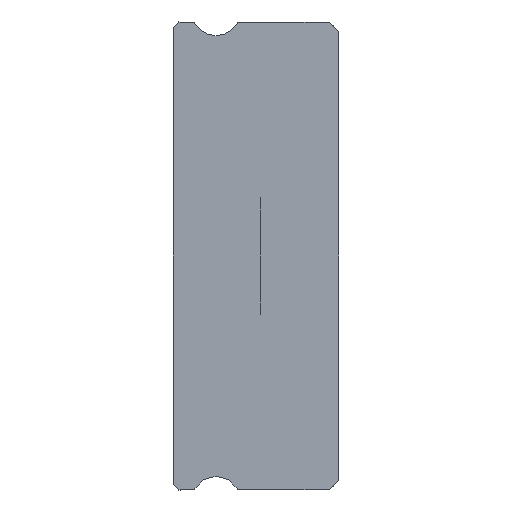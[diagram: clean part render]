
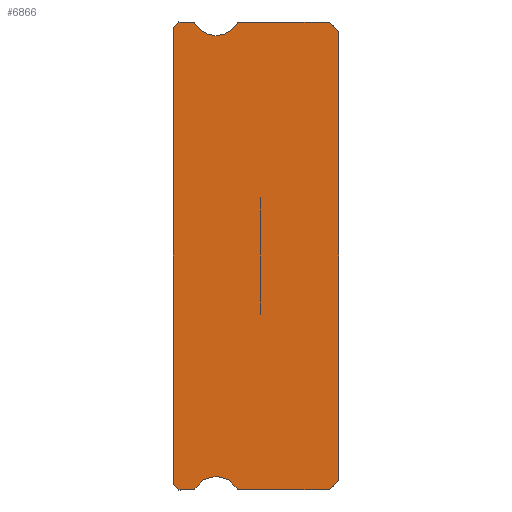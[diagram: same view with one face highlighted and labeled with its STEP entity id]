
A CAD part, left-side view. The second image highlights one B-rep face of the part: STEP entity #6866.
In plain terms, the highlighted planar face has unit normal (-1, 0, 0).
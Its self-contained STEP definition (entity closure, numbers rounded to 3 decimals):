
#6 = VECTOR ( 'NONE', #7557, 1000. ) ;
#12 = ORIENTED_EDGE ( 'NONE', *, *, #238, .T. ) ;
#36 = CARTESIAN_POINT ( 'NONE',  ( -10., 7.383, 11.925 ) ) ;
#56 = DIRECTION ( 'NONE',  ( 0., 0., -1. ) ) ;
#81 = VECTOR ( 'NONE', #2639, 1000. ) ;
#147 = CIRCLE ( 'NONE', #1251, 1.25 ) ;
#220 = CARTESIAN_POINT ( 'NONE',  ( -10., 5.088, -12. ) ) ;
#238 = EDGE_CURVE ( 'NONE', #1212, #1970, #5300, .T. ) ;
#331 = CARTESIAN_POINT ( 'NONE',  ( -10., 8.5, 11.85 ) ) ;
#372 = CARTESIAN_POINT ( 'NONE',  ( -10., 6.3, -12.55 ) ) ;
#383 = CARTESIAN_POINT ( 'NONE',  ( -10., 7.512, 11.85 ) ) ;
#468 = AXIS2_PLACEMENT_3D ( 'NONE', #707, #4722, #56 ) ;
#606 = VECTOR ( 'NONE', #6840, 1000. ) ;
#660 = DIRECTION ( 'NONE',  ( 0., 1., 0. ) ) ;
#707 = CARTESIAN_POINT ( 'NONE',  ( -10., 6.3, 12.55 ) ) ;
#788 = VECTOR ( 'NONE', #3000, 1000. ) ;
#811 = EDGE_CURVE ( 'NONE', #2931, #1757, #7737, .T. ) ;
#833 = CARTESIAN_POINT ( 'NONE',  ( -10., 5.088, 12. ) ) ;
#901 = AXIS2_PLACEMENT_3D ( 'NONE', #383, #953, #8383 ) ;
#953 = DIRECTION ( 'NONE',  ( 1., 0., 0. ) ) ;
#989 = CARTESIAN_POINT ( 'NONE',  ( -10., 7.512, -11.85 ) ) ;
#1096 = AXIS2_PLACEMENT_3D ( 'NONE', #2099, #5777, #2474 ) ;
#1123 = VERTEX_POINT ( 'NONE', #7450 ) ;
#1212 = VERTEX_POINT ( 'NONE', #8309 ) ;
#1251 = AXIS2_PLACEMENT_3D ( 'NONE', #372, #6329, #5857 ) ;
#1309 = VERTEX_POINT ( 'NONE', #7005 ) ;
#1352 = CARTESIAN_POINT ( 'NONE',  ( -10., 8.2, -12. ) ) ;
#1458 = CARTESIAN_POINT ( 'NONE',  ( -10., 8.2, -12. ) ) ;
#1460 = VECTOR ( 'NONE', #4102, 1000. ) ;
#1492 = LINE ( 'NONE', #5365, #2149 ) ;
#1601 = CIRCLE ( 'NONE', #3832, 0.15 ) ;
#1677 = VERTEX_POINT ( 'NONE', #1898 ) ;
#1744 = VERTEX_POINT ( 'NONE', #5198 ) ;
#1748 = VERTEX_POINT ( 'NONE', #7172 ) ;
#1757 = VERTEX_POINT ( 'NONE', #5243 ) ;
#1873 = CARTESIAN_POINT ( 'NONE',  ( -10., 0.5, 12. ) ) ;
#1898 = CARTESIAN_POINT ( 'NONE',  ( -10., 8.2, 12. ) ) ;
#1945 = CARTESIAN_POINT ( 'NONE',  ( -10., 6.3, 11.3 ) ) ;
#1970 = VERTEX_POINT ( 'NONE', #1458 ) ;
#2039 = EDGE_CURVE ( 'NONE', #8172, #8566, #6421, .T. ) ;
#2099 = CARTESIAN_POINT ( 'NONE',  ( -10., 5.088, -11.85 ) ) ;
#2149 = VECTOR ( 'NONE', #6663, 1000. ) ;
#2413 = ORIENTED_EDGE ( 'NONE', *, *, #4047, .T. ) ;
#2433 = AXIS2_PLACEMENT_3D ( 'NONE', #3511, #2986, #8071 ) ;
#2474 = DIRECTION ( 'NONE',  ( 0., 0., -1. ) ) ;
#2489 = AXIS2_PLACEMENT_3D ( 'NONE', #989, #6292, #5653 ) ;
#2552 = VERTEX_POINT ( 'NONE', #3006 ) ;
#2596 = LINE ( 'NONE', #7371, #81 ) ;
#2622 = CIRCLE ( 'NONE', #2489, 0.15 ) ;
#2639 = DIRECTION ( 'NONE',  ( 0., 0.707, -0.707 ) ) ;
#2678 = ORIENTED_EDGE ( 'NONE', *, *, #7932, .F. ) ;
#2898 = DIRECTION ( 'NONE',  ( 0., 0., -1. ) ) ;
#2931 = VERTEX_POINT ( 'NONE', #4627 ) ;
#2940 = ORIENTED_EDGE ( 'NONE', *, *, #7498, .F. ) ;
#2956 = EDGE_CURVE ( 'NONE', #1123, #1677, #6621, .T. ) ;
#2986 = DIRECTION ( 'NONE',  ( 1., 0., 0. ) ) ;
#3000 = DIRECTION ( 'NONE',  ( 0., 0., 1. ) ) ;
#3006 = CARTESIAN_POINT ( 'NONE',  ( -10., 8.5, 11.7 ) ) ;
#3152 = DIRECTION ( 'NONE',  ( 0., -0.707, -0.707 ) ) ;
#3244 = ORIENTED_EDGE ( 'NONE', *, *, #6202, .F. ) ;
#3317 = LINE ( 'NONE', #5171, #8445 ) ;
#3332 = EDGE_CURVE ( 'NONE', #1677, #2552, #1492, .T. ) ;
#3480 = ORIENTED_EDGE ( 'NONE', *, *, #6305, .F. ) ;
#3511 = CARTESIAN_POINT ( 'NONE',  ( -10., 5.088, 11.85 ) ) ;
#3668 = FACE_OUTER_BOUND ( 'NONE', #5426, .T. ) ;
#3709 = ORIENTED_EDGE ( 'NONE', *, *, #2956, .T. ) ;
#3756 = CIRCLE ( 'NONE', #1096, 0.15 ) ;
#3763 = CARTESIAN_POINT ( 'NONE',  ( -10., 0., 11.5 ) ) ;
#3807 = DIRECTION ( 'NONE',  ( 0., 0., 1. ) ) ;
#3832 = AXIS2_PLACEMENT_3D ( 'NONE', #5143, #7787, #4509 ) ;
#3843 = ORIENTED_EDGE ( 'NONE', *, *, #4755, .F. ) ;
#4017 = CARTESIAN_POINT ( 'NONE',  ( -10., 8.2, 12. ) ) ;
#4047 = EDGE_CURVE ( 'NONE', #1970, #1748, #6176, .T. ) ;
#4102 = DIRECTION ( 'NONE',  ( 0., 1., 0. ) ) ;
#4242 = CARTESIAN_POINT ( 'NONE',  ( -10., 7.512, 12. ) ) ;
#4288 = CARTESIAN_POINT ( 'NONE',  ( -10., 5.217, 11.925 ) ) ;
#4442 = VERTEX_POINT ( 'NONE', #1873 ) ;
#4509 = DIRECTION ( 'NONE',  ( 0., 0., -1. ) ) ;
#4552 = EDGE_CURVE ( 'NONE', #7156, #5230, #3317, .T. ) ;
#4627 = CARTESIAN_POINT ( 'NONE',  ( -10., 0., -11.5 ) ) ;
#4665 = ORIENTED_EDGE ( 'NONE', *, *, #4552, .F. ) ;
#4722 = DIRECTION ( 'NONE',  ( -1., 0., 0. ) ) ;
#4737 = ORIENTED_EDGE ( 'NONE', *, *, #7651, .F. ) ;
#4745 = CARTESIAN_POINT ( 'NONE',  ( -10., 0.5, -12. ) ) ;
#4755 = EDGE_CURVE ( 'NONE', #8566, #6009, #6348, .T. ) ;
#4927 = VECTOR ( 'NONE', #3152, 1000. ) ;
#4950 = VECTOR ( 'NONE', #8189, 1000. ) ;
#4996 = EDGE_CURVE ( 'NONE', #1309, #1748, #2622, .T. ) ;
#5088 = ORIENTED_EDGE ( 'NONE', *, *, #2039, .F. ) ;
#5089 = ORIENTED_EDGE ( 'NONE', *, *, #6354, .F. ) ;
#5143 = CARTESIAN_POINT ( 'NONE',  ( -10., 7.512, 11.85 ) ) ;
#5171 = CARTESIAN_POINT ( 'NONE',  ( -10., 7.512, -12. ) ) ;
#5198 = CARTESIAN_POINT ( 'NONE',  ( -10., 5.217, -11.925 ) ) ;
#5230 = VERTEX_POINT ( 'NONE', #220 ) ;
#5243 = CARTESIAN_POINT ( 'NONE',  ( -10., 0., 11.5 ) ) ;
#5300 = LINE ( 'NONE', #1352, #4927 ) ;
#5365 = CARTESIAN_POINT ( 'NONE',  ( -10., 8.5, 11.7 ) ) ;
#5426 = EDGE_LOOP ( 'NONE', ( #8117, #12, #2413, #7102, #4737, #2940, #4665, #3480, #5787, #2678, #5089, #6351, #3843, #5088, #3244, #3709, #6264 ) ) ;
#5455 = VERTEX_POINT ( 'NONE', #833 ) ;
#5653 = DIRECTION ( 'NONE',  ( 0., 0., -1. ) ) ;
#5664 = AXIS2_PLACEMENT_3D ( 'NONE', #7569, #8270, #2898 ) ;
#5777 = DIRECTION ( 'NONE',  ( 1., 0., 0. ) ) ;
#5787 = ORIENTED_EDGE ( 'NONE', *, *, #811, .T. ) ;
#5857 = DIRECTION ( 'NONE',  ( 0., 0., -1. ) ) ;
#6004 = VECTOR ( 'NONE', #3807, 1000. ) ;
#6009 = VERTEX_POINT ( 'NONE', #4288 ) ;
#6054 = CIRCLE ( 'NONE', #2433, 0.15 ) ;
#6081 = EDGE_CURVE ( 'NONE', #6009, #5455, #6054, .T. ) ;
#6176 = LINE ( 'NONE', #8184, #606 ) ;
#6202 = EDGE_CURVE ( 'NONE', #1123, #8172, #1601, .T. ) ;
#6264 = ORIENTED_EDGE ( 'NONE', *, *, #3332, .T. ) ;
#6283 = LINE ( 'NONE', #331, #788 ) ;
#6292 = DIRECTION ( 'NONE',  ( 1., 0., 0. ) ) ;
#6296 = PLANE ( 'NONE',  #901 ) ;
#6305 = EDGE_CURVE ( 'NONE', #2931, #7156, #2596, .T. ) ;
#6329 = DIRECTION ( 'NONE',  ( -1., 0., 0. ) ) ;
#6348 = CIRCLE ( 'NONE', #5664, 1.25 ) ;
#6351 = ORIENTED_EDGE ( 'NONE', *, *, #6081, .F. ) ;
#6354 = EDGE_CURVE ( 'NONE', #5455, #4442, #7525, .T. ) ;
#6421 = CIRCLE ( 'NONE', #468, 1.25 ) ;
#6621 = LINE ( 'NONE', #4017, #1460 ) ;
#6663 = DIRECTION ( 'NONE',  ( 0., 0.707, -0.707 ) ) ;
#6840 = DIRECTION ( 'NONE',  ( 0., -1., 0. ) ) ;
#6866 = ADVANCED_FACE ( 'NONE', ( #3668 ), #6296, .F. ) ;
#7005 = CARTESIAN_POINT ( 'NONE',  ( -10., 7.383, -11.925 ) ) ;
#7102 = ORIENTED_EDGE ( 'NONE', *, *, #4996, .F. ) ;
#7156 = VERTEX_POINT ( 'NONE', #4745 ) ;
#7172 = CARTESIAN_POINT ( 'NONE',  ( -10., 7.512, -12. ) ) ;
#7371 = CARTESIAN_POINT ( 'NONE',  ( -10., 0., -11.5 ) ) ;
#7450 = CARTESIAN_POINT ( 'NONE',  ( -10., 7.512, 12. ) ) ;
#7498 = EDGE_CURVE ( 'NONE', #5230, #1744, #3756, .T. ) ;
#7525 = LINE ( 'NONE', #4242, #4950 ) ;
#7557 = DIRECTION ( 'NONE',  ( 0., -0.707, -0.707 ) ) ;
#7569 = CARTESIAN_POINT ( 'NONE',  ( -10., 6.3, 12.55 ) ) ;
#7651 = EDGE_CURVE ( 'NONE', #1744, #1309, #147, .T. ) ;
#7737 = LINE ( 'NONE', #3763, #6004 ) ;
#7787 = DIRECTION ( 'NONE',  ( 1., 0., 0. ) ) ;
#7932 = EDGE_CURVE ( 'NONE', #4442, #1757, #8178, .T. ) ;
#8071 = DIRECTION ( 'NONE',  ( 0., 0., -1. ) ) ;
#8117 = ORIENTED_EDGE ( 'NONE', *, *, #8505, .F. ) ;
#8172 = VERTEX_POINT ( 'NONE', #36 ) ;
#8178 = LINE ( 'NONE', #8261, #6 ) ;
#8184 = CARTESIAN_POINT ( 'NONE',  ( -10., 7.512, -12. ) ) ;
#8189 = DIRECTION ( 'NONE',  ( 0., -1., 0. ) ) ;
#8261 = CARTESIAN_POINT ( 'NONE',  ( -10., 0.5, 12. ) ) ;
#8270 = DIRECTION ( 'NONE',  ( -1., 0., 0. ) ) ;
#8309 = CARTESIAN_POINT ( 'NONE',  ( -10., 8.5, -11.7 ) ) ;
#8383 = DIRECTION ( 'NONE',  ( 0., 0., -1. ) ) ;
#8445 = VECTOR ( 'NONE', #660, 1000. ) ;
#8505 = EDGE_CURVE ( 'NONE', #1212, #2552, #6283, .T. ) ;
#8566 = VERTEX_POINT ( 'NONE', #1945 ) ;
